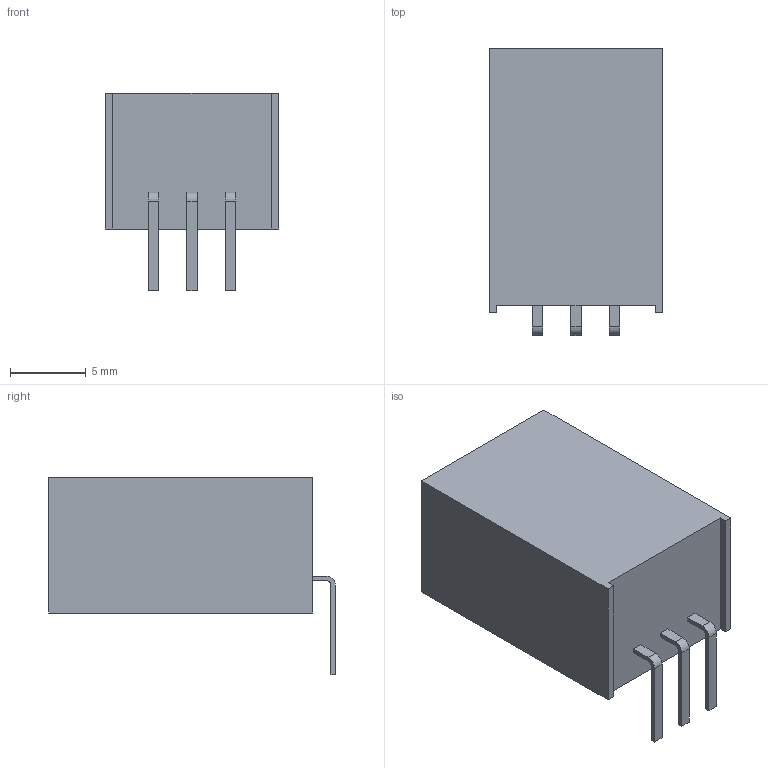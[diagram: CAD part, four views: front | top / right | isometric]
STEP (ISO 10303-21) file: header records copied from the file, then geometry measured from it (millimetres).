
FILE_DESCRIPTION(/* description */ (''),/* implementation_level */ '2;1');
FILE_NAME(/* name */ 'K78xx-200R3L.stp',/* time_stamp */ '2021-06-13T16:13:14+09:00',/* author */ ('smco5'),/* organization */ (''),/* preprocessor_version */ 'ST-DEVELOPER v17.2',/* originating_system */ 'Autodesk Inventor 2019',/* authorisation */ '');
FILE_SCHEMA (('AUTOMOTIVE_DESIGN { 1 0 10303 214 3 1 1 }'));
Length unit declared in the file: millimetre
Products named in the file (1): K78xx-200R3L
Bounding box: 11.5 x 19 x 13.1 mm (x, y, z)
Volume: 1769.1 mm3; surface area: 972.6 mm2
Topology: 4 solids, 4 shells, 40 faces, 96 edges, 64 vertices
Faces by surface type: plane 34, cylinder 6
Entity records: 1199 total; most frequent: CARTESIAN_POINT 201, ORIENTED_EDGE 192, DIRECTION 190, EDGE_CURVE 96, LINE 84, VECTOR 84, VERTEX_POINT 64, AXIS2_PLACEMENT_3D 53
